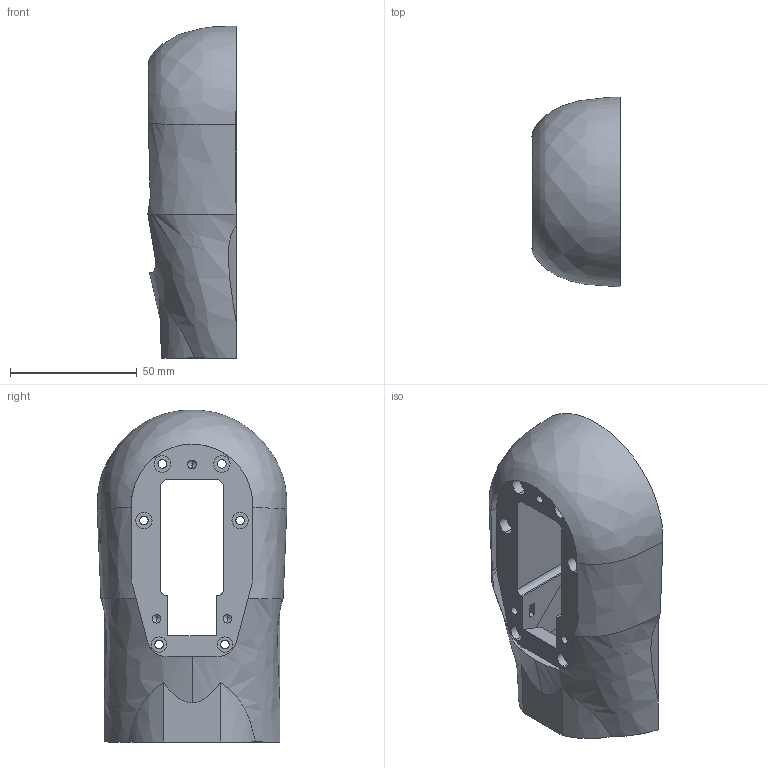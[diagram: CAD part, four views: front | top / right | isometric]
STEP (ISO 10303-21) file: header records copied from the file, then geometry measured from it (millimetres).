
FILE_DESCRIPTION (( 'STEP AP214' ), '1' );
FILE_NAME ('Upper_arm.STEP', '2025-05-27T14:01:27', ( '' ), ( '' ), 'SwSTEP 2.0', 'SolidWorks 2025', '' );
FILE_SCHEMA (( 'AUTOMOTIVE_DESIGN' ));
Length unit declared in the file: millimetre
Products named in the file (1): Upper_arm_elbow_part2
Bounding box: 34.88 x 74.96 x 131.18 mm (x, y, z)
Volume: 145648.6 mm3; surface area: 41701.3 mm2
Topology: 1 solids, 1 shells, 216 faces, 581 edges, 370 vertices
Faces by surface type: plane 95, cylinder 82, cone 19, bspline 12, torus 8
Entity records: 7793 total; most frequent: CARTESIAN_POINT 2478, ORIENTED_EDGE 1134, DIRECTION 1043, EDGE_CURVE 567, VERTEX_POINT 370, AXIS2_PLACEMENT_3D 367, VECTOR 309, LINE 309
